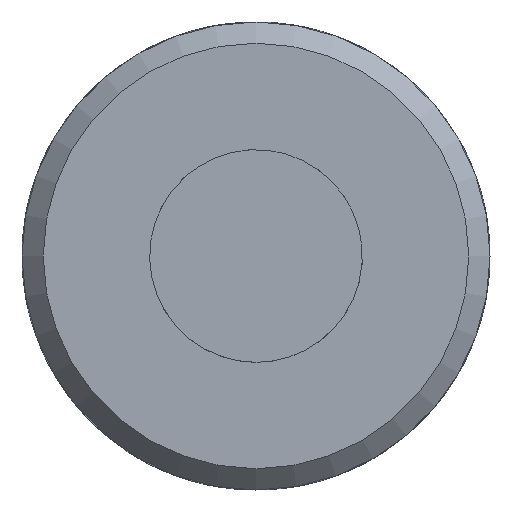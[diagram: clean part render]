
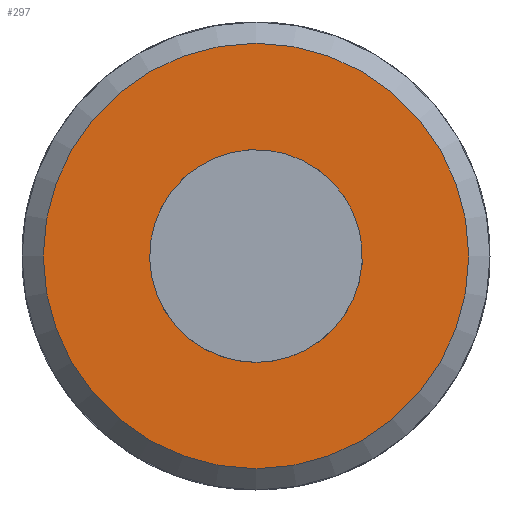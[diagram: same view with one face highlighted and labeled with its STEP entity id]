
A CAD part, left-side view. The second image highlights one B-rep face of the part: STEP entity #297.
In plain terms, the highlighted planar face has unit normal (-1, 0, 0).
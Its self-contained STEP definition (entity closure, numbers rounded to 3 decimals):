
#297 = ADVANCED_FACE( '', ( #583, #584 ), #585, .F. );
#583 = FACE_OUTER_BOUND( '', #863, .T. );
#584 = FACE_BOUND( '', #864, .T. );
#585 = PLANE( '', #865 );
#863 = EDGE_LOOP( '', ( #1364 ) );
#864 = EDGE_LOOP( '', ( #1365 ) );
#865 = AXIS2_PLACEMENT_3D( '', #1366, #1367, #1368 );
#1364 = ORIENTED_EDGE( '', *, *, #1652, .F. );
#1365 = ORIENTED_EDGE( '', *, *, #1614, .T. );
#1366 = CARTESIAN_POINT( '', ( 0., 0., 0. ) );
#1367 = DIRECTION( '', ( 1., 0., 0. ) );
#1368 = DIRECTION( '', ( 0., 0., -1. ) );
#1614 = EDGE_CURVE( '', #1897, #1897, #1898, .T. );
#1652 = EDGE_CURVE( '', #1953, #1953, #1954, .T. );
#1897 = VERTEX_POINT( '', #2831 );
#1898 = CIRCLE( '', #2832, 5. );
#1953 = VERTEX_POINT( '', #2975 );
#1954 = CIRCLE( '', #2976, 10. );
#2831 = CARTESIAN_POINT( '', ( 0., 0., -5. ) );
#2832 = AXIS2_PLACEMENT_3D( '', #3481, #3482, #3483 );
#2975 = CARTESIAN_POINT( '', ( 0., 0., -10. ) );
#2976 = AXIS2_PLACEMENT_3D( '', #3520, #3521, #3522 );
#3481 = CARTESIAN_POINT( '', ( 0., 0., 0. ) );
#3482 = DIRECTION( '', ( 1., 0., 0. ) );
#3483 = DIRECTION( '', ( 0., 0., -1. ) );
#3520 = CARTESIAN_POINT( '', ( 0., 0., 0. ) );
#3521 = DIRECTION( '', ( 1., 0., 0. ) );
#3522 = DIRECTION( '', ( 0., 0., -1. ) );
